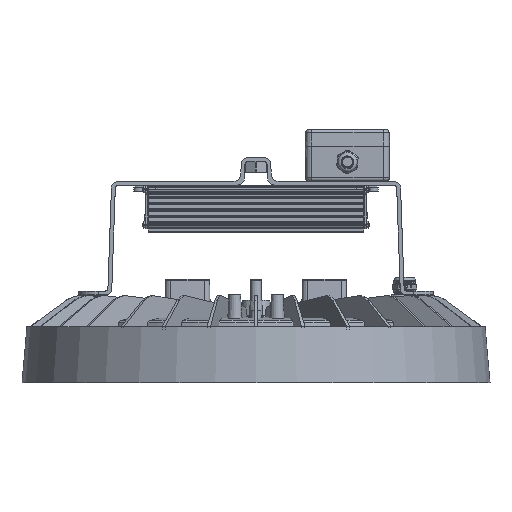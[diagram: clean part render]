
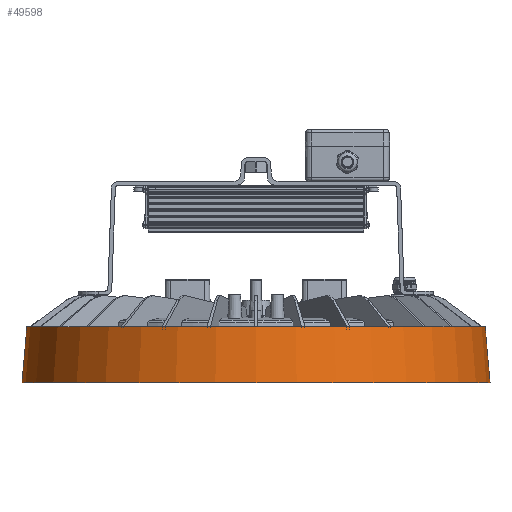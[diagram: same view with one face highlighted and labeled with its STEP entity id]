
A CAD part, front view. The second image highlights one B-rep face of the part: STEP entity #49598.
In plain terms, the highlighted conical face has half-angle 5 degrees and reference radius 179.169 mm.
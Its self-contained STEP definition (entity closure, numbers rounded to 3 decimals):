
#2254=CONICAL_SURFACE('',#53353,179.169,0.087);
#3479=FACE_OUTER_BOUND('',#6344,.T.);
#6344=EDGE_LOOP('',(#35462,#35463,#35464,#35465));
#9104=CIRCLE('',#53101,181.05);
#9165=CIRCLE('',#53352,177.288);
#12880=LINE('',#88691,#16261);
#16261=VECTOR('',#61835,179.169);
#19964=VERTEX_POINT('',#87331);
#20146=VERTEX_POINT('',#88688);
#25349=EDGE_CURVE('',#19964,#19964,#9104,.T.);
#25695=EDGE_CURVE('',#20146,#20146,#9165,.T.);
#25696=EDGE_CURVE('',#19964,#20146,#12880,.T.);
#35462=ORIENTED_EDGE('',*,*,#25349,.T.);
#35463=ORIENTED_EDGE('',*,*,#25696,.T.);
#35464=ORIENTED_EDGE('',*,*,#25695,.T.);
#35465=ORIENTED_EDGE('',*,*,#25696,.F.);
#49598=ADVANCED_FACE('',(#3479),#2254,.T.);
#53101=AXIS2_PLACEMENT_3D('',#87332,#61179,#61180);
#53352=AXIS2_PLACEMENT_3D('',#88689,#61831,#61832);
#53353=AXIS2_PLACEMENT_3D('',#88690,#61833,#61834);
#61179=DIRECTION('center_axis',(0.,0.,1.));
#61180=DIRECTION('ref_axis',(-1.,0.,0.));
#61831=DIRECTION('center_axis',(0.,0.,-1.));
#61832=DIRECTION('ref_axis',(0.,1.,0.));
#61833=DIRECTION('center_axis',(0.,0.,-1.));
#61834=DIRECTION('ref_axis',(-1.,0.,0.));
#61835=DIRECTION('',(-0.087,0.,0.996));
#87331=CARTESIAN_POINT('',(181.05,0.,-12.));
#87332=CARTESIAN_POINT('Origin',(0.,0.,-12.));
#88688=CARTESIAN_POINT('',(177.288,0.,31.));
#88689=CARTESIAN_POINT('Origin',(0.,0.,31.));
#88690=CARTESIAN_POINT('Origin',(0.,0.,9.5));
#88691=CARTESIAN_POINT('',(179.169,0.,9.5));
